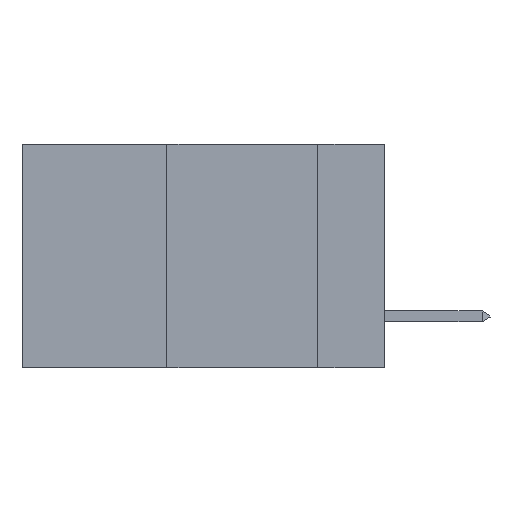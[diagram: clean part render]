
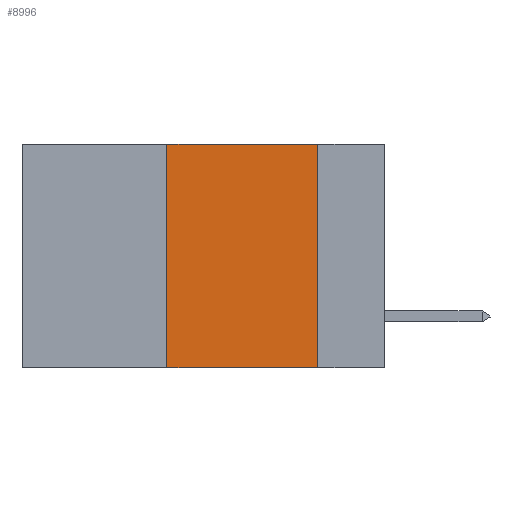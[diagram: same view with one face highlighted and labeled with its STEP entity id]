
A CAD part, left-side view. The second image highlights one B-rep face of the part: STEP entity #8996.
In plain terms, the highlighted planar face has unit normal (-1, 0, 0).
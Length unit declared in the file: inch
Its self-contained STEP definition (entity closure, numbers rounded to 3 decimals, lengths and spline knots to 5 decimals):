
#585 = VERTEX_POINT ( 'NONE', #8202 ) ;
#713 = CARTESIAN_POINT ( 'NONE',  ( 0., 0.36, 0. ) ) ;
#1434 = EDGE_CURVE ( 'NONE', #17065, #4034, #13212, .T. ) ;
#1811 = ORIENTED_EDGE ( 'NONE', *, *, #1434, .F. ) ;
#2292 = PLANE ( 'NONE',  #18528 ) ;
#3108 = FACE_OUTER_BOUND ( 'NONE', #18894, .T. ) ;
#3858 = CARTESIAN_POINT ( 'NONE',  ( 0., 0.6, 0. ) ) ;
#4034 = VERTEX_POINT ( 'NONE', #9294 ) ;
#4373 = VECTOR ( 'NONE', #13056, 39.37008 ) ;
#4780 = CARTESIAN_POINT ( 'NONE',  ( 0., 0.36, -0.37 ) ) ;
#6407 = EDGE_CURVE ( 'NONE', #9606, #4034, #19986, .T. ) ;
#6660 = CARTESIAN_POINT ( 'NONE',  ( 0., 0.6, -0.37 ) ) ;
#6770 = EDGE_CURVE ( 'NONE', #585, #17065, #15084, .T. ) ;
#6900 = CARTESIAN_POINT ( 'NONE',  ( 0., 0.6, 0. ) ) ;
#7267 = CARTESIAN_POINT ( 'NONE',  ( 0., 0.11, 0. ) ) ;
#7992 = ORIENTED_EDGE ( 'NONE', *, *, #14383, .F. ) ;
#8145 = ORIENTED_EDGE ( 'NONE', *, *, #6407, .T. ) ;
#8202 = CARTESIAN_POINT ( 'NONE',  ( 0., 0.36, 0. ) ) ;
#8383 = DIRECTION ( 'NONE',  ( 1., 0., 0. ) ) ;
#8996 = ADVANCED_FACE ( 'NONE', ( #3108 ), #2292, .F. ) ;
#9082 = VECTOR ( 'NONE', #10750, 39.37008 ) ;
#9294 = CARTESIAN_POINT ( 'NONE',  ( 0., 0.11, -0.37 ) ) ;
#9606 = VERTEX_POINT ( 'NONE', #4780 ) ;
#10332 = DIRECTION ( 'NONE',  ( 0., 0., 1. ) ) ;
#10750 = DIRECTION ( 'NONE',  ( 0., 0., -1. ) ) ;
#10849 = ORIENTED_EDGE ( 'NONE', *, *, #6770, .F. ) ;
#13056 = DIRECTION ( 'NONE',  ( 0., -1., 0. ) ) ;
#13212 = LINE ( 'NONE', #13760, #9082 ) ;
#13760 = CARTESIAN_POINT ( 'NONE',  ( 0., 0.11, 0. ) ) ;
#14383 = EDGE_CURVE ( 'NONE', #9606, #585, #15077, .T. ) ;
#14743 = DIRECTION ( 'NONE',  ( 0., -1., 0. ) ) ;
#14931 = DIRECTION ( 'NONE',  ( 0., 0., -1. ) ) ;
#15077 = LINE ( 'NONE', #713, #17476 ) ;
#15084 = LINE ( 'NONE', #6900, #16573 ) ;
#16573 = VECTOR ( 'NONE', #14743, 39.37008 ) ;
#17065 = VERTEX_POINT ( 'NONE', #7267 ) ;
#17476 = VECTOR ( 'NONE', #10332, 39.37008 ) ;
#18528 = AXIS2_PLACEMENT_3D ( 'NONE', #3858, #8383, #14931 ) ;
#18894 = EDGE_LOOP ( 'NONE', ( #1811, #10849, #7992, #8145 ) ) ;
#19986 = LINE ( 'NONE', #6660, #4373 ) ;
